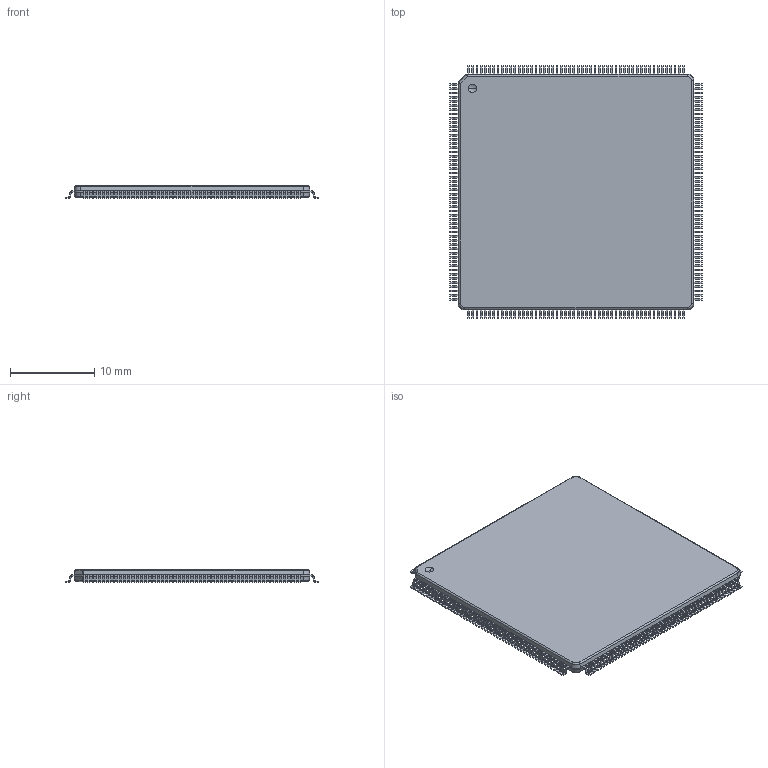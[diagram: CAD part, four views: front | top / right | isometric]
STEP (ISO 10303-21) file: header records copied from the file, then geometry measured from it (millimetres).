
FILE_DESCRIPTION((''),'2;1');
FILE_NAME('PYP0208A_ASM','2021-07-23T10:41:52',('a0412086'),(''),'CREO PARAMETRIC BY PTC INC, 2018500','CREO PARAMETRIC BY PTC INC, 2018500','');
FILE_SCHEMA(('CONFIG_CONTROL_DESIGN','SHAPE_APPEARANCE_LAYERS_GROUPS'));
Length unit declared in the file: millimetre
Products named in the file (4): BODY; LEAD-QFP; THERMAL_PAD; PYP0208A_ASM
Assembly tree (210 placements, depth 2):
  PYP0208A_ASM
    BODY
    LEAD-QFP  x208
    THERMAL_PAD
Bounding box: 30 x 30 x 1.52 mm (x, y, z)
Volume: 1115.4 mm3; surface area: 2052.6 mm2
Topology: 210 solids, 210 shells, 3001 faces, 7696 edges, 5115 vertices
Faces by surface type: plane 2132, cylinder 851, torus 6, cone 6, sphere 6
Entity records: 5438 total; most frequent: DIRECTION 926, CARTESIAN_POINT 726, ORIENTED_EDGE 484, AXIS2_PLACEMENT_3D 371, PRESENTATION_STYLE_ASSIGNMENT 245, STYLED_ITEM 245, CURVE_STYLE 242, EDGE_CURVE 242
